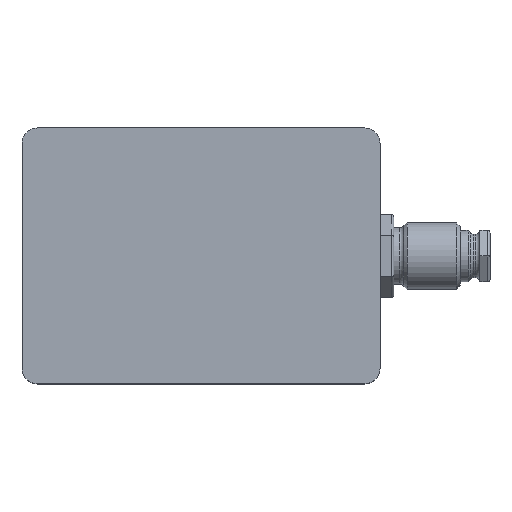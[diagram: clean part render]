
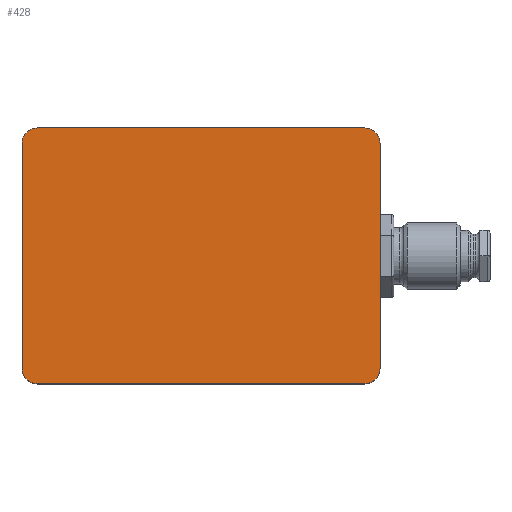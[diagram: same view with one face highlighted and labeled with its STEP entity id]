
A CAD part, top view. The second image highlights one B-rep face of the part: STEP entity #428.
In plain terms, the highlighted face is planar.
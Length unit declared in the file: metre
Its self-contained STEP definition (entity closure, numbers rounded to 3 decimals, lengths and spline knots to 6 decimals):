
#428=ADVANCED_FACE('0:925',(#806),#807,.T.);
#806=FACE_OUTER_BOUND('',#1237,.T.);
#807=PLANE('',#1238);
#1237=EDGE_LOOP('',(#2138,#2139,#2140,#2141,#2142,#2143,#2144,#2145));
#1238=AXIS2_PLACEMENT_3D('',#2146,#2147,#2148);
#2138=ORIENTED_EDGE('',*,*,#2493,.T.);
#2139=ORIENTED_EDGE('',*,*,#2498,.T.);
#2140=ORIENTED_EDGE('',*,*,#2502,.T.);
#2141=ORIENTED_EDGE('',*,*,#2506,.T.);
#2142=ORIENTED_EDGE('',*,*,#2510,.T.);
#2143=ORIENTED_EDGE('',*,*,#2514,.T.);
#2144=ORIENTED_EDGE('',*,*,#2518,.T.);
#2145=ORIENTED_EDGE('',*,*,#2521,.T.);
#2146=CARTESIAN_POINT('',(-0.080459,0.032266,-0.054199));
#2147=DIRECTION('',(-0.0,1.0,0.0));
#2148=DIRECTION('',(1.0,0.0,0.0));
#2493=EDGE_CURVE('0:937',#2998,#2996,#2999,.T.);
#2498=EDGE_CURVE('0:949',#2996,#3004,#3006,.T.);
#2502=EDGE_CURVE('0:958',#3004,#3010,#3012,.T.);
#2506=EDGE_CURVE('0:967',#3010,#3016,#3018,.T.);
#2510=EDGE_CURVE('0:976',#3016,#3022,#3024,.T.);
#2514=EDGE_CURVE('0:985',#3022,#3028,#3030,.T.);
#2518=EDGE_CURVE('0:994',#3028,#3034,#3036,.T.);
#2521=EDGE_CURVE('0:1000',#3034,#2998,#3039,.T.);
#2996=VERTEX_POINT('NONE',#3652);
#2998=VERTEX_POINT('NONE',#3655);
#2999=CIRCLE('',#3656,0.003);
#3004=VERTEX_POINT('NONE',#3663);
#3006=LINE('',#3666,#3667);
#3010=VERTEX_POINT('NONE',#3671);
#3012=CIRCLE('',#3674,0.003);
#3016=VERTEX_POINT('NONE',#3679);
#3018=LINE('',#3682,#3683);
#3022=VERTEX_POINT('NONE',#3687);
#3024=CIRCLE('',#3690,0.003);
#3028=VERTEX_POINT('NONE',#3695);
#3030=LINE('',#3698,#3699);
#3034=VERTEX_POINT('NONE',#3703);
#3036=CIRCLE('',#3706,0.003);
#3039=LINE('',#3710,#3711);
#3652=CARTESIAN_POINT('',(-0.083459,0.032266,-0.054199));
#3655=CARTESIAN_POINT('',(-0.080459,0.032266,-0.057199));
#3656=AXIS2_PLACEMENT_3D('',#4127,#4128,#4129);
#3663=CARTESIAN_POINT('',(-0.083459,0.032266,-0.010199));
#3666=CARTESIAN_POINT('',(-0.083459,0.032266,-0.054199));
#3667=VECTOR('',#4133,1.0);
#3671=CARTESIAN_POINT('',(-0.080459,0.032266,-0.007199));
#3674=AXIS2_PLACEMENT_3D('',#4138,#4139,#4140);
#3679=CARTESIAN_POINT('',(-0.016459,0.032266,-0.007199));
#3682=CARTESIAN_POINT('',(-0.016459,0.032266,-0.007199));
#3683=VECTOR('',#4143,1.0);
#3687=CARTESIAN_POINT('',(-0.013459,0.032266,-0.010199));
#3690=AXIS2_PLACEMENT_3D('',#4148,#4149,#4150);
#3695=CARTESIAN_POINT('',(-0.013459,0.032266,-0.054199));
#3698=CARTESIAN_POINT('',(-0.013459,0.032266,-0.054199));
#3699=VECTOR('',#4153,1.0);
#3703=CARTESIAN_POINT('',(-0.016459,0.032266,-0.057199));
#3706=AXIS2_PLACEMENT_3D('',#4158,#4159,#4160);
#3710=CARTESIAN_POINT('',(-0.016459,0.032266,-0.057199));
#3711=VECTOR('',#4162,1.0);
#4127=CARTESIAN_POINT('',(-0.080459,0.032266,-0.054199));
#4128=DIRECTION('',(0.0,1.0,0.0));
#4129=DIRECTION('',(0.0,0.0,1.0));
#4133=DIRECTION('',(0.0,0.0,1.0));
#4138=CARTESIAN_POINT('',(-0.080459,0.032266,-0.010199));
#4139=DIRECTION('',(0.0,1.0,0.0));
#4140=DIRECTION('',(0.0,0.0,1.0));
#4143=DIRECTION('',(1.0,0.0,0.));
#4148=CARTESIAN_POINT('',(-0.016459,0.032266,-0.010199));
#4149=DIRECTION('',(0.0,1.0,0.0));
#4150=DIRECTION('',(0.0,0.0,1.0));
#4153=DIRECTION('',(0.,-0.0,-1.0));
#4158=CARTESIAN_POINT('',(-0.016459,0.032266,-0.054199));
#4159=DIRECTION('',(0.0,1.0,0.0));
#4160=DIRECTION('',(0.0,0.0,1.0));
#4162=DIRECTION('',(-1.0,0.0,0.));
